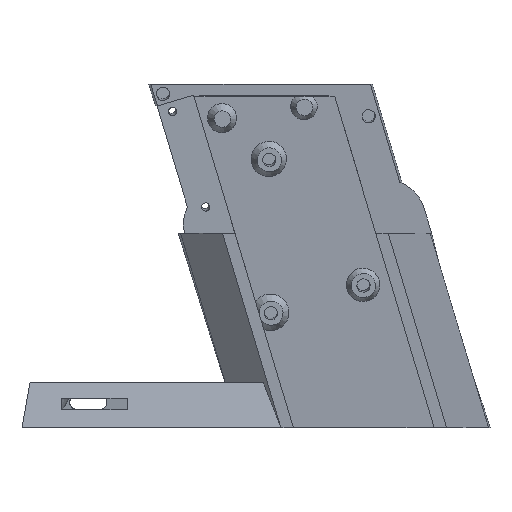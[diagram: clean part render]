
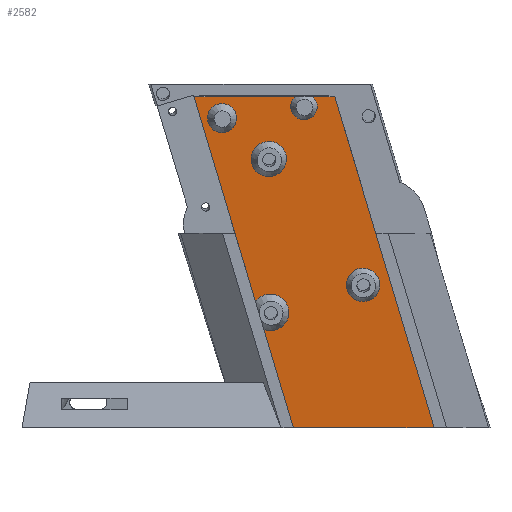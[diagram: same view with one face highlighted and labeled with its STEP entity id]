
A CAD part, front view. The second image highlights one B-rep face of the part: STEP entity #2582.
In plain terms, the highlighted planar face has unit normal (0, -0.995, -0.1).
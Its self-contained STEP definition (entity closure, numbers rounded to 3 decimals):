
#581 = VERTEX_POINT('',#582);
#582 = CARTESIAN_POINT('',(17.,10.,0.));
#588 = EDGE_CURVE('',#589,#581,#591,.T.);
#589 = VERTEX_POINT('',#590);
#590 = CARTESIAN_POINT('',(-17.,10.,0.));
#591 = LINE('',#592,#593);
#592 = CARTESIAN_POINT('',(-17.,10.,0.));
#593 = VECTOR('',#594,1.);
#594 = DIRECTION('',(1.,0.,0.));
#2456 = EDGE_CURVE('',#581,#2457,#2459,.T.);
#2457 = VERTEX_POINT('',#2458);
#2458 = CARTESIAN_POINT('',(-7.,2.,80.));
#2459 = LINE('',#2460,#2461);
#2460 = CARTESIAN_POINT('',(17.,10.,0.));
#2461 = VECTOR('',#2462,1.);
#2462 = DIRECTION('',(-0.286,-0.095,0.953));
#2504 = EDGE_CURVE('',#589,#2505,#2507,.T.);
#2505 = VERTEX_POINT('',#2506);
#2506 = CARTESIAN_POINT('',(-24.137,7.621,23.789));
#2507 = LINE('',#2508,#2509);
#2508 = CARTESIAN_POINT('',(-17.,10.,0.));
#2509 = VECTOR('',#2510,1.);
#2510 = DIRECTION('',(-0.286,-0.095,0.953));
#2530 = VERTEX_POINT('',#2531);
#2531 = CARTESIAN_POINT('',(-26.138,6.954,30.461));
#2538 = EDGE_CURVE('',#2530,#2539,#2541,.T.);
#2539 = VERTEX_POINT('',#2540);
#2540 = CARTESIAN_POINT('',(-41.,2.,80.));
#2541 = LINE('',#2542,#2543);
#2542 = CARTESIAN_POINT('',(-17.,10.,0.));
#2543 = VECTOR('',#2544,1.);
#2544 = DIRECTION('',(-0.286,-0.095,0.953));
#2582 = ADVANCED_FACE('',(#2583,#2637,#2648,#2659),#2670,.T.);
#2583 = FACE_BOUND('',#2584,.T.);
#2584 = EDGE_LOOP('',(#2585,#2586,#2587,#2588,#2596,#2605,#2614,#2620,
    #2621,#2630));
#2585 = ORIENTED_EDGE('',*,*,#2504,.F.);
#2586 = ORIENTED_EDGE('',*,*,#588,.T.);
#2587 = ORIENTED_EDGE('',*,*,#2456,.T.);
#2588 = ORIENTED_EDGE('',*,*,#2589,.F.);
#2589 = EDGE_CURVE('',#2590,#2457,#2592,.T.);
#2590 = VERTEX_POINT('',#2591);
#2591 = CARTESIAN_POINT('',(-12.408,2.,80.));
#2592 = LINE('',#2593,#2594);
#2593 = CARTESIAN_POINT('',(-41.,2.,80.));
#2594 = VECTOR('',#2595,1.);
#2595 = DIRECTION('',(1.,0.,0.));
#2596 = ORIENTED_EDGE('',*,*,#2597,.F.);
#2597 = EDGE_CURVE('',#2598,#2590,#2600,.T.);
#2598 = VERTEX_POINT('',#2599);
#2599 = CARTESIAN_POINT('',(-11.379,2.154,78.458));
#2600 = ELLIPSE('',#2601,3.186,3.184);
#2601 = AXIS2_PLACEMENT_3D('',#2602,#2603,#2604);
#2602 = CARTESIAN_POINT('',(-14.432,2.245,77.552));
#2603 = DIRECTION('',(0.,-0.995,-0.1));
#2604 = DIRECTION('',(-0.963,0.027,-0.268));
#2605 = ORIENTED_EDGE('',*,*,#2606,.F.);
#2606 = EDGE_CURVE('',#2607,#2598,#2609,.T.);
#2607 = VERTEX_POINT('',#2608);
#2608 = CARTESIAN_POINT('',(-16.454,2.,80.));
#2609 = ELLIPSE('',#2610,3.186,3.184);
#2610 = AXIS2_PLACEMENT_3D('',#2611,#2612,#2613);
#2611 = CARTESIAN_POINT('',(-14.432,2.245,77.552));
#2612 = DIRECTION('',(0.,-0.995,-0.1));
#2613 = DIRECTION('',(-0.963,0.027,-0.268));
#2614 = ORIENTED_EDGE('',*,*,#2615,.F.);
#2615 = EDGE_CURVE('',#2539,#2607,#2616,.T.);
#2616 = LINE('',#2617,#2618);
#2617 = CARTESIAN_POINT('',(-41.,2.,80.));
#2618 = VECTOR('',#2619,1.);
#2619 = DIRECTION('',(1.,0.,0.));
#2620 = ORIENTED_EDGE('',*,*,#2538,.F.);
#2621 = ORIENTED_EDGE('',*,*,#2622,.F.);
#2622 = EDGE_CURVE('',#2623,#2530,#2625,.T.);
#2623 = VERTEX_POINT('',#2624);
#2624 = CARTESIAN_POINT('',(-18.274,7.084,29.162));
#2625 = ELLIPSE('',#2626,4.437,4.434);
#2626 = AXIS2_PLACEMENT_3D('',#2627,#2628,#2629);
#2627 = CARTESIAN_POINT('',(-22.526,7.21,27.9));
#2628 = DIRECTION('',(0.,-0.995,-0.1));
#2629 = DIRECTION('',(-0.963,0.027,-0.268));
#2630 = ORIENTED_EDGE('',*,*,#2631,.F.);
#2631 = EDGE_CURVE('',#2505,#2623,#2632,.T.);
#2632 = ELLIPSE('',#2633,4.437,4.434);
#2633 = AXIS2_PLACEMENT_3D('',#2634,#2635,#2636);
#2634 = CARTESIAN_POINT('',(-22.526,7.21,27.9));
#2635 = DIRECTION('',(0.,-0.995,-0.1));
#2636 = DIRECTION('',(-0.963,0.027,-0.268));
#2637 = FACE_BOUND('',#2638,.T.);
#2638 = EDGE_LOOP('',(#2639));
#2639 = ORIENTED_EDGE('',*,*,#2640,.F.);
#2640 = EDGE_CURVE('',#2641,#2641,#2643,.T.);
#2641 = VERTEX_POINT('',#2642);
#2642 = CARTESIAN_POINT('',(3.699,6.431,35.688));
#2643 = ELLIPSE('',#2644,4.052,4.049);
#2644 = AXIS2_PLACEMENT_3D('',#2645,#2646,#2647);
#2645 = CARTESIAN_POINT('',(-0.184,6.546,34.536));
#2646 = DIRECTION('',(0.,-0.995,-0.1));
#2647 = DIRECTION('',(-0.963,0.027,-0.268));
#2648 = FACE_BOUND('',#2649,.T.);
#2649 = EDGE_LOOP('',(#2650));
#2650 = ORIENTED_EDGE('',*,*,#2651,.F.);
#2651 = EDGE_CURVE('',#2652,#2652,#2654,.T.);
#2652 = VERTEX_POINT('',#2653);
#2653 = CARTESIAN_POINT('',(-18.824,3.388,66.122));
#2654 = ELLIPSE('',#2655,4.278,4.275);
#2655 = AXIS2_PLACEMENT_3D('',#2656,#2657,#2658);
#2656 = CARTESIAN_POINT('',(-22.924,3.509,64.906));
#2657 = DIRECTION('',(0.,-0.995,-0.1));
#2658 = DIRECTION('',(-0.963,0.027,-0.268));
#2659 = FACE_BOUND('',#2660,.T.);
#2660 = EDGE_LOOP('',(#2661));
#2661 = ORIENTED_EDGE('',*,*,#2662,.F.);
#2662 = EDGE_CURVE('',#2663,#2663,#2665,.T.);
#2663 = VERTEX_POINT('',#2664);
#2664 = CARTESIAN_POINT('',(-30.861,2.421,75.787));
#2665 = ELLIPSE('',#2666,3.513,3.511);
#2666 = AXIS2_PLACEMENT_3D('',#2667,#2668,#2669);
#2667 = CARTESIAN_POINT('',(-34.227,2.521,74.788));
#2668 = DIRECTION('',(0.,-0.995,-0.1));
#2669 = DIRECTION('',(-0.963,0.027,-0.268));
#2670 = PLANE('',#2671);
#2671 = AXIS2_PLACEMENT_3D('',#2672,#2673,#2674);
#2672 = CARTESIAN_POINT('',(-8.55,7.15,28.5));
#2673 = DIRECTION('',(0.,-0.995,-0.1));
#2674 = DIRECTION('',(1.,0.,0.));
